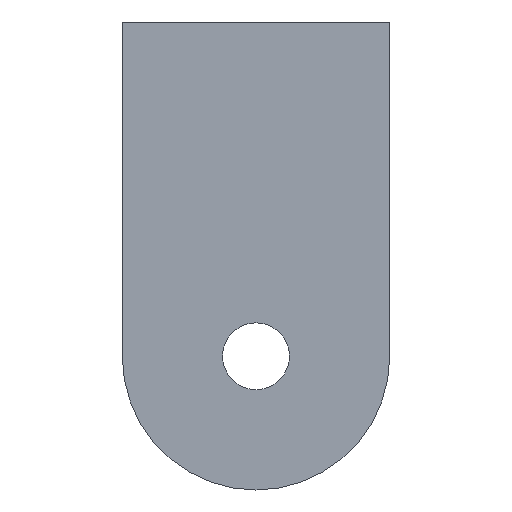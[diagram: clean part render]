
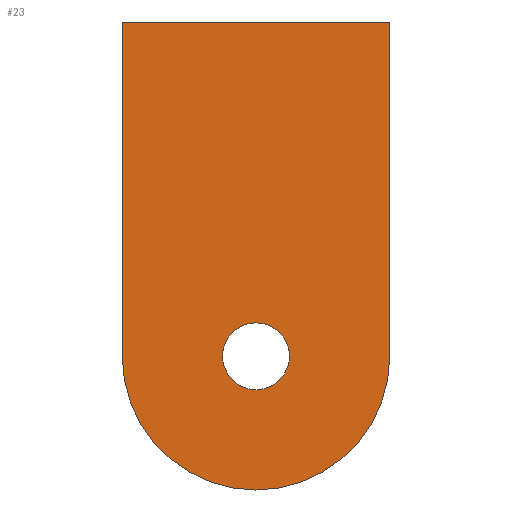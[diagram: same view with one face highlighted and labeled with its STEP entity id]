
A CAD part, front view. The second image highlights one B-rep face of the part: STEP entity #23.
In plain terms, the highlighted planar face has unit normal (0, -1, 0).
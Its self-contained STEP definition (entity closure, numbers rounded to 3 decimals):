
#3 = DIRECTION ( 'NONE',  ( 0., 0., 1. ) ) ;
#6 = EDGE_CURVE ( 'NONE', #199, #241, #177, .T. ) ;
#7 = ORIENTED_EDGE ( 'NONE', *, *, #6, .F. ) ;
#9 = VERTEX_POINT ( 'NONE', #197 ) ;
#12 = CARTESIAN_POINT ( 'NONE',  ( 0., 0., -2.5 ) ) ;
#13 = CARTESIAN_POINT ( 'NONE',  ( 0., 0., 0. ) ) ;
#14 = EDGE_CURVE ( 'NONE', #212, #187, #166, .T. ) ;
#17 = AXIS2_PLACEMENT_3D ( 'NONE', #290, #271, #59 ) ;
#18 = CIRCLE ( 'NONE', #153, 2.5 ) ;
#21 = CARTESIAN_POINT ( 'NONE',  ( -10., 0., 25. ) ) ;
#23 = ADVANCED_FACE ( 'NONE', ( #198, #222 ), #175, .T. ) ;
#24 = DIRECTION ( 'NONE',  ( 0., 0., 1. ) ) ;
#25 = EDGE_LOOP ( 'NONE', ( #95, #169 ) ) ;
#34 = DIRECTION ( 'NONE',  ( 0., 0., -1. ) ) ;
#40 = CARTESIAN_POINT ( 'NONE',  ( 10., 0., 0. ) ) ;
#46 = EDGE_CURVE ( 'NONE', #122, #212, #184, .T. ) ;
#51 = EDGE_CURVE ( 'NONE', #187, #199, #127, .T. ) ;
#55 = DIRECTION ( 'NONE',  ( 0., 0., -1. ) ) ;
#56 = DIRECTION ( 'NONE',  ( 0., 0., 1. ) ) ;
#59 = DIRECTION ( 'NONE',  ( 0., 0., -1. ) ) ;
#91 = DIRECTION ( 'NONE',  ( 0., 1., 0. ) ) ;
#93 = VECTOR ( 'NONE', #298, 1000. ) ;
#95 = ORIENTED_EDGE ( 'NONE', *, *, #291, .T. ) ;
#106 = DIRECTION ( 'NONE',  ( 0., 1., 0. ) ) ;
#107 = CARTESIAN_POINT ( 'NONE',  ( 10., 0., 25. ) ) ;
#108 = ORIENTED_EDGE ( 'NONE', *, *, #51, .F. ) ;
#114 = LINE ( 'NONE', #40, #93 ) ;
#120 = ORIENTED_EDGE ( 'NONE', *, *, #46, .F. ) ;
#122 = VERTEX_POINT ( 'NONE', #252 ) ;
#127 = LINE ( 'NONE', #219, #129 ) ;
#129 = VECTOR ( 'NONE', #56, 1000. ) ;
#153 = AXIS2_PLACEMENT_3D ( 'NONE', #240, #171, #3 ) ;
#163 = CARTESIAN_POINT ( 'NONE',  ( 0., 0., 0. ) ) ;
#166 = CIRCLE ( 'NONE', #261, 10. ) ;
#169 = ORIENTED_EDGE ( 'NONE', *, *, #224, .T. ) ;
#171 = DIRECTION ( 'NONE',  ( 0., 1., 0. ) ) ;
#172 = CARTESIAN_POINT ( 'NONE',  ( 0., 0., 0. ) ) ;
#175 = PLANE ( 'NONE',  #17 ) ;
#176 = AXIS2_PLACEMENT_3D ( 'NONE', #13, #106, #34 ) ;
#177 = LINE ( 'NONE', #107, #249 ) ;
#179 = EDGE_CURVE ( 'NONE', #241, #122, #114, .T. ) ;
#184 = CIRCLE ( 'NONE', #176, 10. ) ;
#187 = VERTEX_POINT ( 'NONE', #276 ) ;
#189 = CIRCLE ( 'NONE', #297, 2.5 ) ;
#197 = CARTESIAN_POINT ( 'NONE',  ( 0., 0., 2.5 ) ) ;
#198 = FACE_OUTER_BOUND ( 'NONE', #281, .T. ) ;
#199 = VERTEX_POINT ( 'NONE', #21 ) ;
#212 = VERTEX_POINT ( 'NONE', #230 ) ;
#217 = CARTESIAN_POINT ( 'NONE',  ( 10., 0., 25. ) ) ;
#219 = CARTESIAN_POINT ( 'NONE',  ( -10., 0., 25. ) ) ;
#220 = ORIENTED_EDGE ( 'NONE', *, *, #14, .F. ) ;
#222 = FACE_BOUND ( 'NONE', #25, .T. ) ;
#223 = DIRECTION ( 'NONE',  ( 1., 0., 0. ) ) ;
#224 = EDGE_CURVE ( 'NONE', #9, #235, #189, .T. ) ;
#230 = CARTESIAN_POINT ( 'NONE',  ( 0., 0., -10. ) ) ;
#235 = VERTEX_POINT ( 'NONE', #12 ) ;
#240 = CARTESIAN_POINT ( 'NONE',  ( 0., 0., 0. ) ) ;
#241 = VERTEX_POINT ( 'NONE', #217 ) ;
#249 = VECTOR ( 'NONE', #223, 1000. ) ;
#252 = CARTESIAN_POINT ( 'NONE',  ( 10., 0., 0. ) ) ;
#261 = AXIS2_PLACEMENT_3D ( 'NONE', #172, #292, #55 ) ;
#271 = DIRECTION ( 'NONE',  ( 0., -1., 0. ) ) ;
#276 = CARTESIAN_POINT ( 'NONE',  ( -10., 0., 0. ) ) ;
#281 = EDGE_LOOP ( 'NONE', ( #120, #284, #7, #108, #220 ) ) ;
#284 = ORIENTED_EDGE ( 'NONE', *, *, #179, .F. ) ;
#290 = CARTESIAN_POINT ( 'NONE',  ( 0., 0., 0. ) ) ;
#291 = EDGE_CURVE ( 'NONE', #235, #9, #18, .T. ) ;
#292 = DIRECTION ( 'NONE',  ( 0., 1., 0. ) ) ;
#297 = AXIS2_PLACEMENT_3D ( 'NONE', #163, #91, #24 ) ;
#298 = DIRECTION ( 'NONE',  ( 0., 0., -1. ) ) ;
